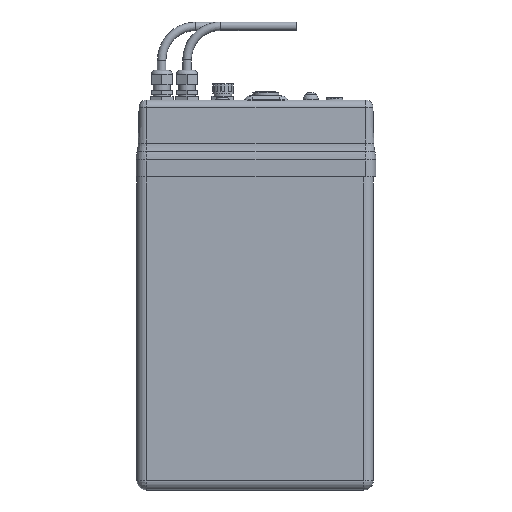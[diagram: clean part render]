
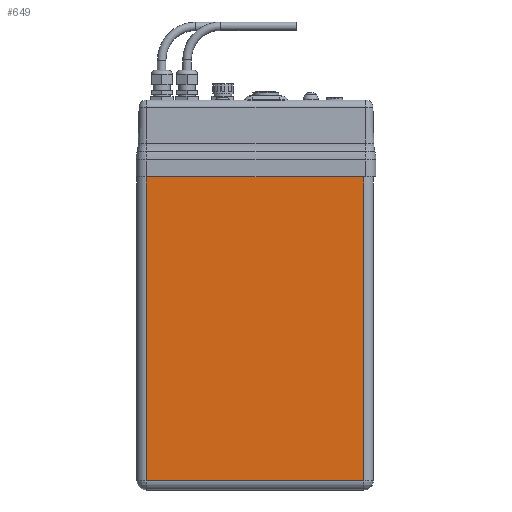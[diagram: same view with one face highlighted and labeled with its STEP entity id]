
A CAD part, front view. The second image highlights one B-rep face of the part: STEP entity #649.
In plain terms, the highlighted planar face has unit normal (0, -1, 0).
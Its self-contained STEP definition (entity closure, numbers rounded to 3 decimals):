
#649 = ADVANCED_FACE('',(#650),#664,.T.);
#650 = FACE_BOUND('',#651,.T.);
#651 = EDGE_LOOP('',(#652,#687,#717,#744));
#652 = ORIENTED_EDGE('',*,*,#653,.F.);
#653 = EDGE_CURVE('',#654,#656,#658,.T.);
#654 = VERTEX_POINT('',#655);
#655 = CARTESIAN_POINT('',(-216.879,-362.981,
    250.831));
#656 = VERTEX_POINT('',#657);
#657 = CARTESIAN_POINT('',(41.121,-362.981,
    250.831));
#658 = SURFACE_CURVE('',#659,(#663,#675),.PCURVE_S1.);
#659 = LINE('',#660,#661);
#660 = CARTESIAN_POINT('',(-216.879,-362.981,
    250.831));
#661 = VECTOR('',#662,1.);
#662 = DIRECTION('',(1.,0.,0.));
#663 = PCURVE('',#664,#669);
#664 = PLANE('',#665);
#665 = AXIS2_PLACEMENT_3D('',#666,#667,#668);
#666 = CARTESIAN_POINT('',(-216.879,-362.981,
    250.831));
#667 = DIRECTION('',(0.,-1.,0.));
#668 = DIRECTION('',(0.,0.,-1.));
#669 = DEFINITIONAL_REPRESENTATION('',(#670),#674);
#670 = LINE('',#671,#672);
#671 = CARTESIAN_POINT('',(0.,0.));
#672 = VECTOR('',#673,1.);
#673 = DIRECTION('',(0.,1.));
#674 = ( GEOMETRIC_REPRESENTATION_CONTEXT(2) 
PARAMETRIC_REPRESENTATION_CONTEXT() REPRESENTATION_CONTEXT('2D SPACE',''
  ) );
#675 = PCURVE('',#676,#681);
#676 = PLANE('',#677);
#677 = AXIS2_PLACEMENT_3D('',#678,#679,#680);
#678 = CARTESIAN_POINT('',(-87.879,-321.481,
    250.831));
#679 = DIRECTION('',(0.,0.,1.));
#680 = DIRECTION('',(0.,1.,0.));
#681 = DEFINITIONAL_REPRESENTATION('',(#682),#686);
#682 = LINE('',#683,#684);
#683 = CARTESIAN_POINT('',(-41.5,129.));
#684 = VECTOR('',#685,1.);
#685 = DIRECTION('',(0.,-1.));
#686 = ( GEOMETRIC_REPRESENTATION_CONTEXT(2) 
PARAMETRIC_REPRESENTATION_CONTEXT() REPRESENTATION_CONTEXT('2D SPACE',''
  ) );
#687 = ORIENTED_EDGE('',*,*,#688,.T.);
#688 = EDGE_CURVE('',#654,#689,#691,.T.);
#689 = VERTEX_POINT('',#690);
#690 = CARTESIAN_POINT('',(-216.879,-362.981,
    -129.169));
#691 = SURFACE_CURVE('',#692,(#696,#703),.PCURVE_S1.);
#692 = LINE('',#693,#694);
#693 = CARTESIAN_POINT('',(-216.879,-362.981,
    250.831));
#694 = VECTOR('',#695,1.);
#695 = DIRECTION('',(0.,0.,-1.));
#696 = PCURVE('',#664,#697);
#697 = DEFINITIONAL_REPRESENTATION('',(#698),#702);
#698 = LINE('',#699,#700);
#699 = CARTESIAN_POINT('',(0.,0.));
#700 = VECTOR('',#701,1.);
#701 = DIRECTION('',(1.,0.));
#702 = ( GEOMETRIC_REPRESENTATION_CONTEXT(2) 
PARAMETRIC_REPRESENTATION_CONTEXT() REPRESENTATION_CONTEXT('2D SPACE',''
  ) );
#703 = PCURVE('',#704,#712);
#704 = SURFACE_OF_REVOLUTION('',#705,#709);
#705 = LINE('',#706,#707);
#706 = CARTESIAN_POINT('',(-227.879,-351.981,
    250.831));
#707 = VECTOR('',#708,1.);
#708 = DIRECTION('',(0.,0.,-1.));
#709 = AXIS1_PLACEMENT('',#710,#711);
#710 = CARTESIAN_POINT('',(-216.879,-351.981,
    -140.169));
#711 = DIRECTION('',(0.,0.,1.));
#712 = DEFINITIONAL_REPRESENTATION('',(#713),#716);
#713 = B_SPLINE_CURVE_WITH_KNOTS('',1,(#714,#715),.UNSPECIFIED.,.F.,.F.,
  (2,2),(0.,380.),.PIECEWISE_BEZIER_KNOTS.);
#714 = CARTESIAN_POINT('',(1.571,0.));
#715 = CARTESIAN_POINT('',(1.571,380.));
#716 = ( GEOMETRIC_REPRESENTATION_CONTEXT(2) 
PARAMETRIC_REPRESENTATION_CONTEXT() REPRESENTATION_CONTEXT('2D SPACE',''
  ) );
#717 = ORIENTED_EDGE('',*,*,#718,.T.);
#718 = EDGE_CURVE('',#689,#719,#721,.T.);
#719 = VERTEX_POINT('',#720);
#720 = CARTESIAN_POINT('',(41.121,-362.981,
    -129.169));
#721 = SURFACE_CURVE('',#722,(#726,#733),.PCURVE_S1.);
#722 = LINE('',#723,#724);
#723 = CARTESIAN_POINT('',(-216.879,-362.981,
    -129.169));
#724 = VECTOR('',#725,1.);
#725 = DIRECTION('',(1.,0.,0.));
#726 = PCURVE('',#664,#727);
#727 = DEFINITIONAL_REPRESENTATION('',(#728),#732);
#728 = LINE('',#729,#730);
#729 = CARTESIAN_POINT('',(380.,0.));
#730 = VECTOR('',#731,1.);
#731 = DIRECTION('',(0.,1.));
#732 = ( GEOMETRIC_REPRESENTATION_CONTEXT(2) 
PARAMETRIC_REPRESENTATION_CONTEXT() REPRESENTATION_CONTEXT('2D SPACE',''
  ) );
#733 = PCURVE('',#734,#739);
#734 = CYLINDRICAL_SURFACE('',#735,11.);
#735 = AXIS2_PLACEMENT_3D('',#736,#737,#738);
#736 = CARTESIAN_POINT('',(-216.879,-351.981,
    -129.169));
#737 = DIRECTION('',(1.,0.,0.));
#738 = DIRECTION('',(0.,-1.,0.));
#739 = DEFINITIONAL_REPRESENTATION('',(#740),#743);
#740 = B_SPLINE_CURVE_WITH_KNOTS('',1,(#741,#742),.UNSPECIFIED.,.F.,.F.,
  (2,2),(0.,258.),.PIECEWISE_BEZIER_KNOTS.);
#741 = CARTESIAN_POINT('',(0.,0.));
#742 = CARTESIAN_POINT('',(0.,258.));
#743 = ( GEOMETRIC_REPRESENTATION_CONTEXT(2) 
PARAMETRIC_REPRESENTATION_CONTEXT() REPRESENTATION_CONTEXT('2D SPACE',''
  ) );
#744 = ORIENTED_EDGE('',*,*,#745,.F.);
#745 = EDGE_CURVE('',#656,#719,#746,.T.);
#746 = SURFACE_CURVE('',#747,(#751,#758),.PCURVE_S1.);
#747 = LINE('',#748,#749);
#748 = CARTESIAN_POINT('',(41.121,-362.981,
    250.831));
#749 = VECTOR('',#750,1.);
#750 = DIRECTION('',(0.,0.,-1.));
#751 = PCURVE('',#664,#752);
#752 = DEFINITIONAL_REPRESENTATION('',(#753),#757);
#753 = LINE('',#754,#755);
#754 = CARTESIAN_POINT('',(0.,258.));
#755 = VECTOR('',#756,1.);
#756 = DIRECTION('',(1.,0.));
#757 = ( GEOMETRIC_REPRESENTATION_CONTEXT(2) 
PARAMETRIC_REPRESENTATION_CONTEXT() REPRESENTATION_CONTEXT('2D SPACE',''
  ) );
#758 = PCURVE('',#759,#767);
#759 = SURFACE_OF_REVOLUTION('',#760,#764);
#760 = LINE('',#761,#762);
#761 = CARTESIAN_POINT('',(41.121,-362.981,
    250.831));
#762 = VECTOR('',#763,1.);
#763 = DIRECTION('',(0.,0.,-1.));
#764 = AXIS1_PLACEMENT('',#765,#766);
#765 = CARTESIAN_POINT('',(41.121,-351.981,
    -140.169));
#766 = DIRECTION('',(0.,0.,1.));
#767 = DEFINITIONAL_REPRESENTATION('',(#768),#771);
#768 = B_SPLINE_CURVE_WITH_KNOTS('',1,(#769,#770),.UNSPECIFIED.,.F.,.F.,
  (2,2),(0.,380.),.PIECEWISE_BEZIER_KNOTS.);
#769 = CARTESIAN_POINT('',(0.,0.));
#770 = CARTESIAN_POINT('',(0.,380.));
#771 = ( GEOMETRIC_REPRESENTATION_CONTEXT(2) 
PARAMETRIC_REPRESENTATION_CONTEXT() REPRESENTATION_CONTEXT('2D SPACE',''
  ) );
